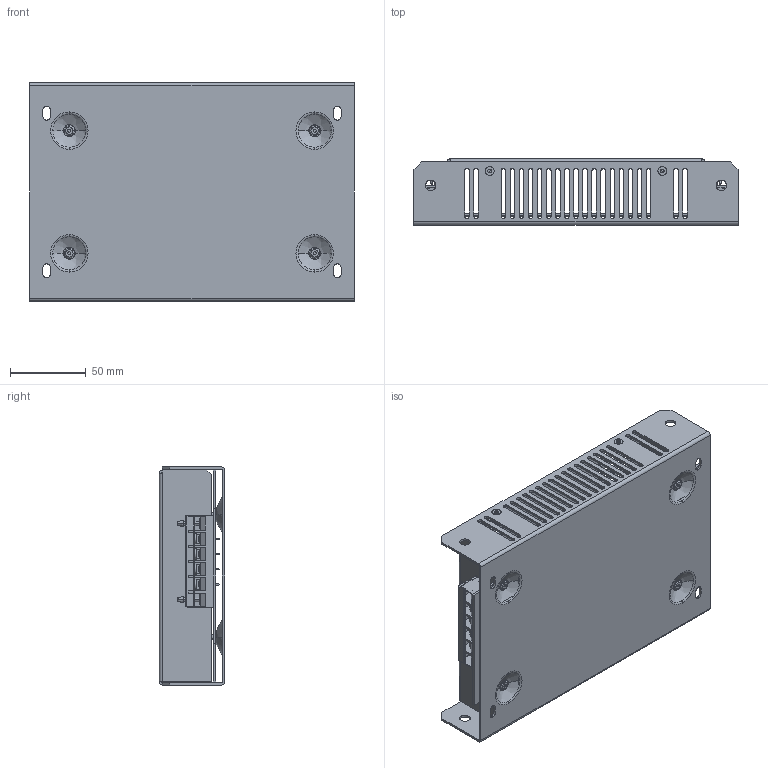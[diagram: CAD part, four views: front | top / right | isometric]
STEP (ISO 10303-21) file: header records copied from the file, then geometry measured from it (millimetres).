
FILE_DESCRIPTION (( 'STEP AP214' ), '1' );
FILE_NAME ('MIF10-16.STEP', '2020-02-24T19:36:18', ( '' ), ( '' ), 'SwSTEP 2.0', 'SolidWorks 2017', '' );
FILE_SCHEMA (( 'AUTOMOTIVE_DESIGN' ));
Length unit declared in the file: inch
Products named in the file (1): MIF10-16
Bounding box: 214 x 43.5 x 144 mm (x, y, z)
Volume: 178383.5 mm3; surface area: 283169.5 mm2
Topology: 19 solids, 19 shells, 1771 faces, 5008 edges, 3256 vertices
Faces by surface type: plane 1100, cylinder 577, bspline 78, cone 16
Entity records: 84405 total; most frequent: CARTESIAN_POINT 13646, ORIENTED_EDGE 10000, DIRECTION 9614, EDGE_CURVE 5000, LINE 3518, VECTOR 3518, VERTEX_POINT 3256, AXIS2_PLACEMENT_3D 3048
